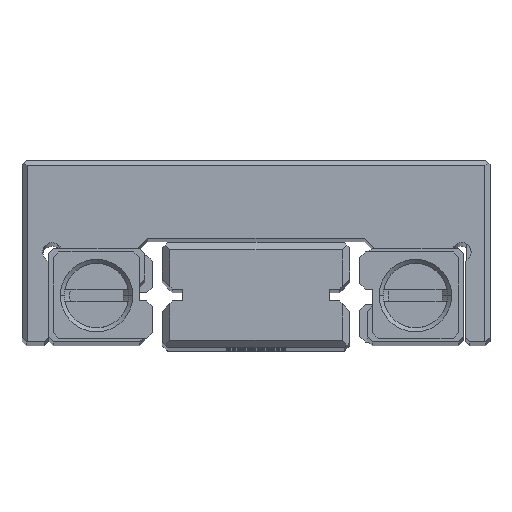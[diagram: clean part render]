
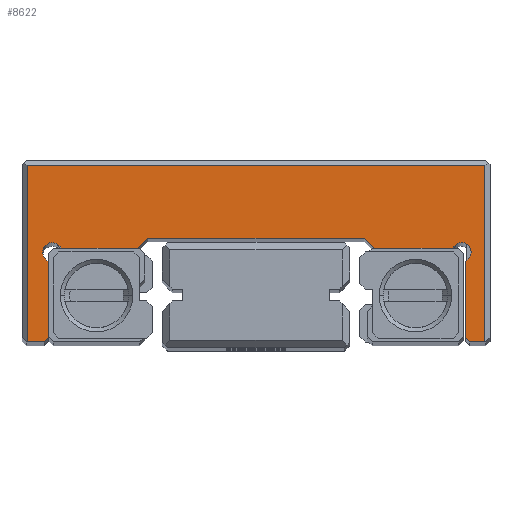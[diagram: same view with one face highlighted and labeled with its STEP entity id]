
A CAD part, top view. The second image highlights one B-rep face of the part: STEP entity #8622.
In plain terms, the highlighted planar face has unit normal (0, 0, 1).
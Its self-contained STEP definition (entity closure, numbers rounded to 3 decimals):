
#7707=PLANE('',#26949);
#8622=ADVANCED_FACE('',(#9768),#7707,.F.);
#9768=FACE_OUTER_BOUND('',#10921,.T.);
#10921=EDGE_LOOP('',(#17467,#17468,#17469,#17470,#17471,#17472,#17473,#17474,
#17475,#17476,#17477,#17478,#17479,#17480,#17481,#17482,#17483,#17484,#17485,
#17486,#17487));
#12471=LINE('',#34904,#14530);
#12477=LINE('',#34916,#14536);
#12484=LINE('',#34930,#14543);
#12497=LINE('',#34981,#14556);
#12538=LINE('',#35096,#14597);
#12548=LINE('',#35120,#14607);
#12551=LINE('',#35126,#14610);
#12554=LINE('',#35130,#14613);
#12562=LINE('',#35154,#14621);
#12566=LINE('',#35161,#14625);
#12569=LINE('',#35167,#14628);
#12574=LINE('',#35177,#14633);
#12591=LINE('',#35208,#14650);
#12594=LINE('',#35213,#14653);
#12598=LINE('',#35220,#14657);
#12601=LINE('',#35228,#14660);
#12602=LINE('',#35230,#14661);
#12603=LINE('',#35232,#14662);
#14530=VECTOR('',#29150,1.);
#14536=VECTOR('',#29160,1.);
#14543=VECTOR('',#29169,1.);
#14556=VECTOR('',#29224,1.);
#14597=VECTOR('',#29329,1.);
#14607=VECTOR('',#29351,1.);
#14610=VECTOR('',#29356,1.);
#14613=VECTOR('',#29361,1.);
#14621=VECTOR('',#29381,1.);
#14625=VECTOR('',#29387,1.);
#14628=VECTOR('',#29392,1.);
#14633=VECTOR('',#29399,1.);
#14650=VECTOR('',#29426,1.);
#14653=VECTOR('',#29431,1.);
#14657=VECTOR('',#29437,1.);
#14660=VECTOR('',#29450,1.);
#14661=VECTOR('',#29451,1.);
#14662=VECTOR('',#29452,1.);
#17467=ORIENTED_EDGE('',*,*,#24515,.T.);
#17468=ORIENTED_EDGE('',*,*,#24544,.T.);
#17469=ORIENTED_EDGE('',*,*,#24545,.T.);
#17470=ORIENTED_EDGE('',*,*,#24546,.T.);
#17471=ORIENTED_EDGE('',*,*,#24532,.T.);
#17472=ORIENTED_EDGE('',*,*,#24535,.T.);
#17473=ORIENTED_EDGE('',*,*,#24373,.T.);
#17474=ORIENTED_EDGE('',*,*,#24539,.T.);
#17475=ORIENTED_EDGE('',*,*,#24540,.T.);
#17476=ORIENTED_EDGE('',*,*,#24270,.T.);
#17477=ORIENTED_EDGE('',*,*,#24472,.T.);
#17478=ORIENTED_EDGE('',*,*,#24380,.T.);
#17479=ORIENTED_EDGE('',*,*,#24485,.T.);
#17480=ORIENTED_EDGE('',*,*,#24488,.T.);
#17481=ORIENTED_EDGE('',*,*,#24491,.T.);
#17482=ORIENTED_EDGE('',*,*,#24367,.T.);
#17483=ORIENTED_EDGE('',*,*,#24412,.T.);
#17484=ORIENTED_EDGE('',*,*,#24497,.T.);
#17485=ORIENTED_EDGE('',*,*,#24503,.T.);
#17486=ORIENTED_EDGE('',*,*,#24507,.T.);
#17487=ORIENTED_EDGE('',*,*,#24510,.T.);
#22344=VERTEX_POINT('',#34709);
#22345=VERTEX_POINT('',#34710);
#22425=VERTEX_POINT('',#34903);
#22426=VERTEX_POINT('',#34905);
#22429=VERTEX_POINT('',#34915);
#22430=VERTEX_POINT('',#34917);
#22435=VERTEX_POINT('',#34929);
#22436=VERTEX_POINT('',#34931);
#22448=VERTEX_POINT('',#34980);
#22494=VERTEX_POINT('',#35119);
#22496=VERTEX_POINT('',#35125);
#22502=VERTEX_POINT('',#35142);
#22506=VERTEX_POINT('',#35153);
#22508=VERTEX_POINT('',#35160);
#22510=VERTEX_POINT('',#35166);
#22514=VERTEX_POINT('',#35176);
#22523=VERTEX_POINT('',#35207);
#22524=VERTEX_POINT('',#35209);
#22526=VERTEX_POINT('',#35219);
#22527=VERTEX_POINT('',#35229);
#22528=VERTEX_POINT('',#35231);
#24270=EDGE_CURVE('',#22344,#22345,#26335,.T.);
#24367=EDGE_CURVE('',#22426,#22425,#12471,.T.);
#24373=EDGE_CURVE('',#22430,#22429,#12477,.T.);
#24380=EDGE_CURVE('',#22436,#22435,#12484,.T.);
#24412=EDGE_CURVE('',#22425,#22448,#12497,.T.);
#24472=EDGE_CURVE('',#22345,#22436,#12538,.T.);
#24485=EDGE_CURVE('',#22435,#22494,#12548,.T.);
#24488=EDGE_CURVE('',#22494,#22496,#12551,.T.);
#24491=EDGE_CURVE('',#22496,#22426,#12554,.T.);
#24497=EDGE_CURVE('',#22448,#22502,#26390,.T.);
#24503=EDGE_CURVE('',#22502,#22506,#12562,.T.);
#24507=EDGE_CURVE('',#22506,#22508,#12566,.T.);
#24510=EDGE_CURVE('',#22508,#22510,#12569,.T.);
#24515=EDGE_CURVE('',#22510,#22514,#12574,.T.);
#24532=EDGE_CURVE('',#22524,#22523,#12591,.T.);
#24535=EDGE_CURVE('',#22523,#22430,#12594,.T.);
#24539=EDGE_CURVE('',#22429,#22526,#12598,.T.);
#24540=EDGE_CURVE('',#22526,#22344,#26392,.T.);
#24544=EDGE_CURVE('',#22514,#22527,#12601,.T.);
#24545=EDGE_CURVE('',#22527,#22528,#12602,.T.);
#24546=EDGE_CURVE('',#22528,#22524,#12603,.T.);
#26335=CIRCLE('',#26833,0.8);
#26390=CIRCLE('',#26931,0.8);
#26392=CIRCLE('',#26945,0.8);
#26833=AXIS2_PLACEMENT_3D('',#34708,#29005,#29006);
#26931=AXIS2_PLACEMENT_3D('',#35143,#29371,#29372);
#26945=AXIS2_PLACEMENT_3D('',#35222,#29440,#29441);
#26949=AXIS2_PLACEMENT_3D('',#35233,#29453,#29454);
#29005=DIRECTION('',(0.,0.,-1.));
#29006=DIRECTION('',(1.,0.,0.));
#29150=DIRECTION('',(1.,0.,0.));
#29160=DIRECTION('',(0.,1.,0.));
#29169=DIRECTION('',(1.,0.,0.));
#29224=DIRECTION('',(0.707,0.707,0.));
#29329=DIRECTION('',(0.707,-0.707,0.));
#29351=DIRECTION('',(0.707,0.707,0.));
#29356=DIRECTION('',(1.,0.,0.));
#29361=DIRECTION('',(0.707,-0.707,0.));
#29371=DIRECTION('',(0.,0.,-1.));
#29372=DIRECTION('',(-1.,0.,0.));
#29381=DIRECTION('',(-0.707,-0.707,0.));
#29387=DIRECTION('',(0.,-1.,0.));
#29392=DIRECTION('',(0.707,-0.707,0.));
#29399=DIRECTION('',(1.,0.,0.));
#29426=DIRECTION('',(1.,0.,0.));
#29431=DIRECTION('',(0.707,0.707,0.));
#29437=DIRECTION('',(-0.707,0.707,0.));
#29440=DIRECTION('',(0.,0.,-1.));
#29441=DIRECTION('',(1.,0.,0.));
#29450=DIRECTION('',(0.,1.,0.));
#29451=DIRECTION('',(-1.,0.,0.));
#29452=DIRECTION('',(0.,-1.,0.));
#29453=DIRECTION('',(0.,0.,-1.));
#29454=DIRECTION('',(-1.,0.,0.));
#34708=CARTESIAN_POINT('',(-17.432,7.682,90.));
#34709=CARTESIAN_POINT('',(-18.232,7.682,90.));
#34710=CARTESIAN_POINT('',(-16.866,8.247,90.));
#34903=CARTESIAN_POINT('',(16.779,8.,90.));
#34904=CARTESIAN_POINT('',(10.13,8.,90.));
#34905=CARTESIAN_POINT('',(10.13,8.,90.));
#34915=CARTESIAN_POINT('',(-17.75,6.869,90.));
#34916=CARTESIAN_POINT('',(-17.75,0.35,90.));
#34917=CARTESIAN_POINT('',(-17.75,0.35,90.));
#34929=CARTESIAN_POINT('',(-10.13,8.,90.));
#34930=CARTESIAN_POINT('',(-16.619,8.,90.));
#34931=CARTESIAN_POINT('',(-16.619,8.,90.));
#34980=CARTESIAN_POINT('',(17.026,8.247,90.));
#34981=CARTESIAN_POINT('',(17.026,8.247,90.));
#35096=CARTESIAN_POINT('',(-16.866,8.247,90.));
#35119=CARTESIAN_POINT('',(-9.25,8.88,90.));
#35120=CARTESIAN_POINT('',(-10.13,8.,90.));
#35125=CARTESIAN_POINT('',(9.25,8.88,90.));
#35126=CARTESIAN_POINT('',(-9.25,8.88,90.));
#35130=CARTESIAN_POINT('',(10.13,8.,90.));
#35142=CARTESIAN_POINT('',(18.157,7.116,90.));
#35143=CARTESIAN_POINT('',(17.592,7.682,90.));
#35153=CARTESIAN_POINT('',(17.91,6.869,90.));
#35154=CARTESIAN_POINT('',(17.91,6.869,90.));
#35160=CARTESIAN_POINT('',(17.91,0.35,90.));
#35161=CARTESIAN_POINT('',(17.91,0.35,90.));
#35166=CARTESIAN_POINT('',(18.26,0.,90.));
#35167=CARTESIAN_POINT('',(18.26,0.,90.));
#35176=CARTESIAN_POINT('',(19.57,0.,90.));
#35177=CARTESIAN_POINT('',(18.26,0.,90.));
#35207=CARTESIAN_POINT('',(-18.1,0.,90.));
#35208=CARTESIAN_POINT('',(-19.65,0.,90.));
#35209=CARTESIAN_POINT('',(-19.57,0.,90.));
#35213=CARTESIAN_POINT('',(-18.1,0.,90.));
#35219=CARTESIAN_POINT('',(-17.997,7.116,90.));
#35220=CARTESIAN_POINT('',(-17.75,6.869,90.));
#35222=CARTESIAN_POINT('',(-17.432,7.682,90.));
#35228=CARTESIAN_POINT('',(19.57,7.682,90.));
#35229=CARTESIAN_POINT('',(19.57,15.07,90.));
#35230=CARTESIAN_POINT('',(17.592,15.07,90.));
#35231=CARTESIAN_POINT('',(-19.57,15.07,90.));
#35232=CARTESIAN_POINT('',(-19.57,7.682,90.));
#35233=CARTESIAN_POINT('',(17.592,7.682,90.));
